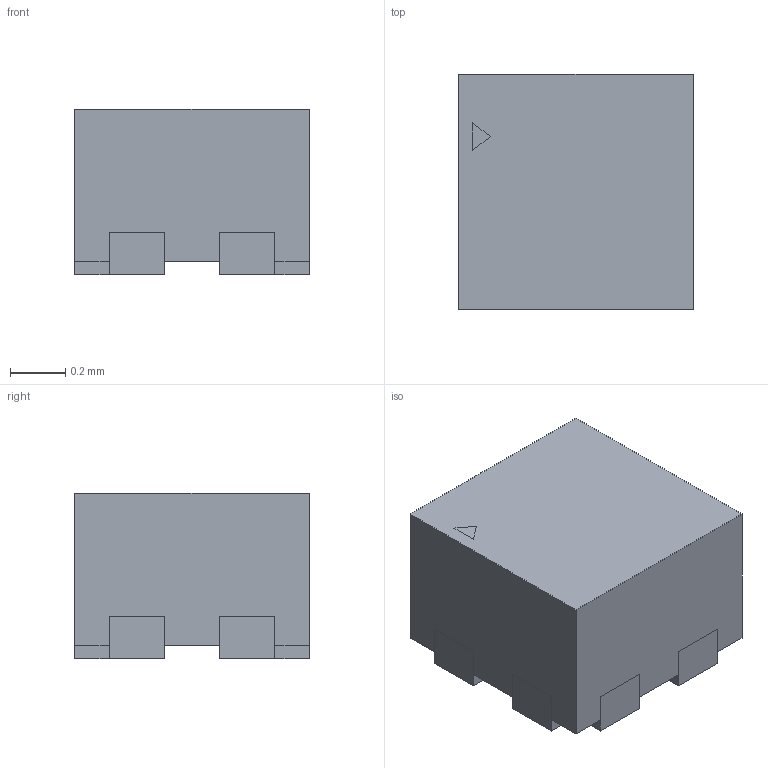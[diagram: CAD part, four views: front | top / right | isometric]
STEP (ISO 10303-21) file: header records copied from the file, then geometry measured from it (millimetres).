
FILE_DESCRIPTION(('FreeCAD Model'),'2;1');
FILE_NAME('MIC94085YFT.step', '2020-08-08T14:17:12',('kicad StepUp'),('ksu MCAD'), 'Open CASCADE STEP processor 7.3','FreeCAD','Unknown');
FILE_SCHEMA(('AUTOMOTIVE_DESIGN { 1 0 10303 214 1 1 1 1 }'));
Length unit declared in the file: millimetre
Products named in the file (1): MIC94085YFT
Bounding box: 0.85 x 0.85 x 0.6 mm (x, y, z)
Volume: 0.4 mm3; surface area: 5.1 mm2
Topology: 6 solids, 6 shells, 73 faces, 900 edges, 3720 vertices
Faces by surface type: plane 73
Entity records: 10550 total; most frequent: CARTESIAN_POINT 4694, DIRECTION 1048, LINE 900, VECTOR 900, GEOMETRIC_CURVE_SET 721, TRIMMED_CURVE 720, ORIENTED_EDGE 360, EDGE_CURVE 180
